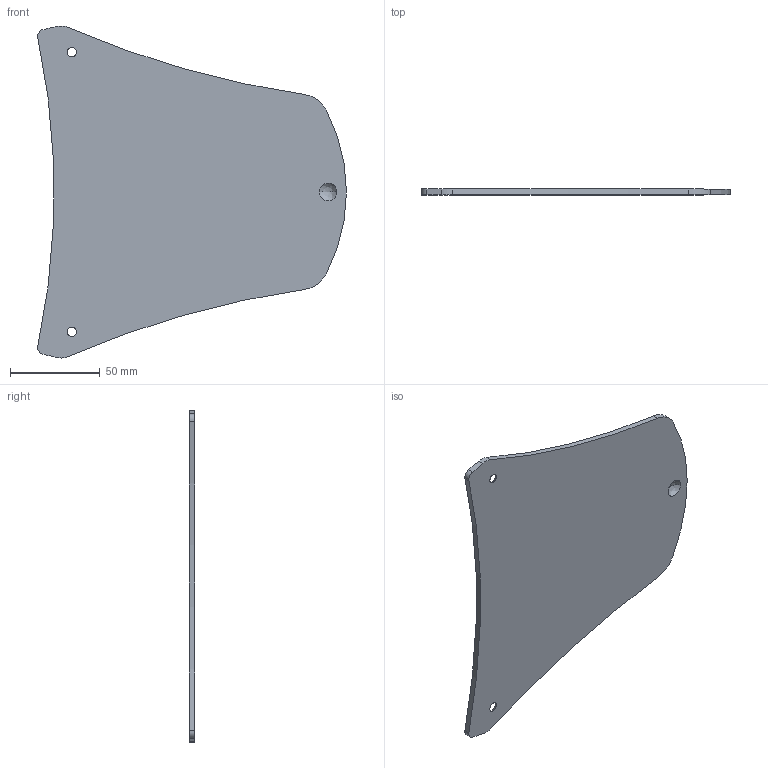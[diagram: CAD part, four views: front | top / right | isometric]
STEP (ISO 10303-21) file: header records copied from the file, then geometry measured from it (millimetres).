
FILE_DESCRIPTION (( 'STEP AP214' ), '1' );
FILE_NAME ('C00015_FOOT_PLATE_V1_1.STEP', '2017-03-15T22:15:52', ( '' ), ( '' ), 'SwSTEP 2.0', 'SolidWorks 2013', '' );
FILE_SCHEMA (( 'AUTOMOTIVE_DESIGN' ));
Length unit declared in the file: millimetre
Products named in the file (1): C00015_FOOT_PLATE_V1_1
Bounding box: 172.45 x 3.17 x 185.4 mm (x, y, z)
Volume: 70923.6 mm3; surface area: 46931.3 mm2
Topology: 1 solids, 1 shells, 21 faces, 54 edges, 36 vertices
Faces by surface type: cylinder 13, cone 4, bspline 2, plane 2
Entity records: 1028 total; most frequent: CARTESIAN_POINT 216, DIRECTION 127, ORIENTED_EDGE 108, AXIS2_PLACEMENT_3D 55, EDGE_CURVE 54, VERTEX_POINT 36, CIRCLE 35, EDGE_LOOP 26
